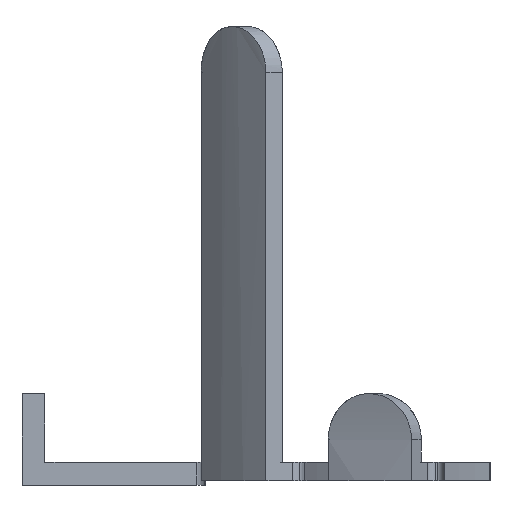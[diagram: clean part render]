
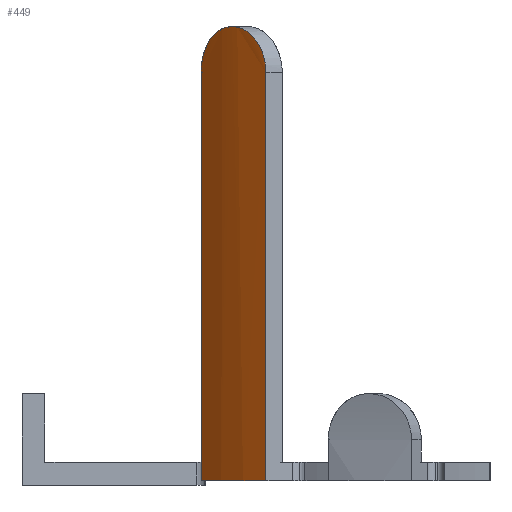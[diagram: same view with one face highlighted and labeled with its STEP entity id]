
A CAD part, left-side view. The second image highlights one B-rep face of the part: STEP entity #449.
In plain terms, the highlighted cylindrical face has radius 5.25 mm (diameter 10.5 mm), a partial arc.
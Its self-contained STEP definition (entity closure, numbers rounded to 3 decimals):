
#80 = AXIS2_PLACEMENT_3D ( 'NONE', #696, #1695, #262 ) ;
#100 = CARTESIAN_POINT ( 'NONE',  ( -3.342, 4.049, 15.815 ) ) ;
#108 = VERTEX_POINT ( 'NONE', #1350 ) ;
#143 = VERTEX_POINT ( 'NONE', #571 ) ;
#152 = CIRCLE ( 'NONE', #1321, 5.25 ) ;
#163 = CARTESIAN_POINT ( 'NONE',  ( 0., 0., 0.05 ) ) ;
#218 = FACE_OUTER_BOUND ( 'NONE', #2044, .T. ) ;
#221 = CARTESIAN_POINT ( 'NONE',  ( -4.049, 3.342, 4.5 ) ) ;
#252 = VECTOR ( 'NONE', #1701, 1000. ) ;
#262 = DIRECTION ( 'NONE',  ( -1., 0., 0. ) ) ;
#323 = LINE ( 'NONE', #1432, #827 ) ;
#379 = CYLINDRICAL_SURFACE ( 'NONE', #80, 5.25 ) ;
#381 = CARTESIAN_POINT ( 'NONE',  ( -3.806, 3.619, 5. ) ) ;
#449 = ADVANCED_FACE ( 'NONE', ( #218 ), #379, .T. ) ;
#571 = CARTESIAN_POINT ( 'NONE',  ( -4.049, 3.342, 4.5 ) ) ;
#619 = VERTEX_POINT ( 'NONE', #755 ) ;
#678 = CARTESIAN_POINT ( 'NONE',  ( -4.016, 3.383, 4.76 ) ) ;
#696 = CARTESIAN_POINT ( 'NONE',  ( 0., 0., 5. ) ) ;
#697 = CARTESIAN_POINT ( 'NONE',  ( -3.525, 3.892, 4.947 ) ) ;
#752 = LINE ( 'NONE', #100, #252 ) ;
#755 = CARTESIAN_POINT ( 'NONE',  ( -3.342, 4.049, 0.05 ) ) ;
#757 = VERTEX_POINT ( 'NONE', #1594 ) ;
#784 = DIRECTION ( 'NONE',  ( -1., 0., 0. ) ) ;
#817 = DIRECTION ( 'NONE',  ( 0., 0., -1. ) ) ;
#823 = B_SPLINE_CURVE_WITH_KNOTS ( 'NONE', 3,
 ( #221, #1155, #678, #1471, #381, #824, #697, #1800, #1290, #1927 ),
 .UNSPECIFIED., .F., .F.,
 ( 4, 2, 2, 2, 4 ),
 ( 0., 0.25, 0.5, 0.75, 1. ),
 .UNSPECIFIED. ) ;
#824 = CARTESIAN_POINT ( 'NONE',  ( -3.619, 3.806, 5. ) ) ;
#827 = VECTOR ( 'NONE', #817, 1000. ) ;
#923 = ORIENTED_EDGE ( 'NONE', *, *, #932, .T. ) ;
#932 = EDGE_CURVE ( 'NONE', #757, #619, #752, .T. ) ;
#1067 = EDGE_CURVE ( 'NONE', #143, #108, #323, .T. ) ;
#1155 = CARTESIAN_POINT ( 'NONE',  ( -4.049, 3.342, 4.633 ) ) ;
#1290 = CARTESIAN_POINT ( 'NONE',  ( -3.342, 4.049, 4.633 ) ) ;
#1321 = AXIS2_PLACEMENT_3D ( 'NONE', #163, #1895, #784 ) ;
#1350 = CARTESIAN_POINT ( 'NONE',  ( -4.049, 3.342, 0.05 ) ) ;
#1432 = CARTESIAN_POINT ( 'NONE',  ( -4.049, 3.342, 15.815 ) ) ;
#1471 = CARTESIAN_POINT ( 'NONE',  ( -3.892, 3.525, 4.947 ) ) ;
#1562 = ORIENTED_EDGE ( 'NONE', *, *, #2025, .T. ) ;
#1566 = ORIENTED_EDGE ( 'NONE', *, *, #1587, .T. ) ;
#1587 = EDGE_CURVE ( 'NONE', #619, #108, #152, .T. ) ;
#1594 = CARTESIAN_POINT ( 'NONE',  ( -3.342, 4.049, 4.5 ) ) ;
#1695 = DIRECTION ( 'NONE',  ( 0., 0., 1. ) ) ;
#1701 = DIRECTION ( 'NONE',  ( 0., 0., -1. ) ) ;
#1800 = CARTESIAN_POINT ( 'NONE',  ( -3.383, 4.016, 4.76 ) ) ;
#1817 = ORIENTED_EDGE ( 'NONE', *, *, #1067, .F. ) ;
#1895 = DIRECTION ( 'NONE',  ( 0., 0., 1. ) ) ;
#1927 = CARTESIAN_POINT ( 'NONE',  ( -3.342, 4.049, 4.5 ) ) ;
#2025 = EDGE_CURVE ( 'NONE', #143, #757, #823, .T. ) ;
#2044 = EDGE_LOOP ( 'NONE', ( #923, #1566, #1817, #1562 ) ) ;
